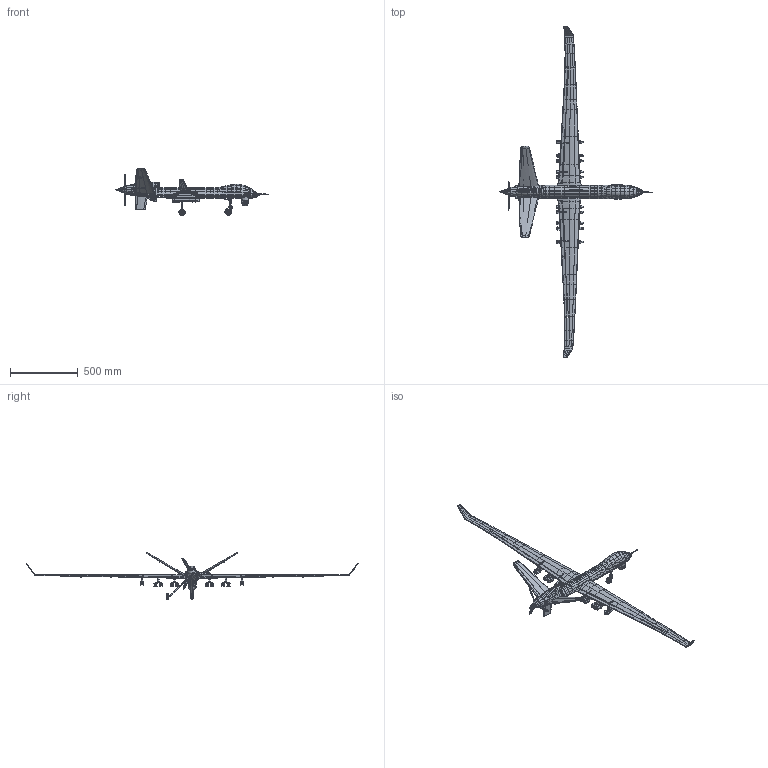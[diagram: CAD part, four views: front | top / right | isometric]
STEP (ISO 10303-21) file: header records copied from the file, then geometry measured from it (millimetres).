
FILE_DESCRIPTION(('FreeCAD Model'),'2;1');
FILE_NAME('Open CASCADE Shape Model','2025-05-03T18:59:29',('FreeCAD'),( 'FreeCAD'),'Open CASCADE STEP processor 7.6','FreeCAD','Unknown');
FILE_SCHEMA(('AUTOMOTIVE_DESIGN { 1 0 10303 214 1 1 1 1 }'));
Products named in the file (1): Open CASCADE STEP translator 7.6 1
Bounding box: 1124.26 x 2448.29 x 346.15 mm (x, y, z)
Volume: 1907230.8 mm3; surface area: 2277905.3 mm2
Topology: 112 solids, 117 shells, 7182 faces, 16273 edges, 9409 vertices
Faces by surface type: bspline 7182
Entity records: 599430 total; most frequent: CARTESIAN_POINT 497523, ORIENTED_EDGE 32460, EDGE_CURVE 16235, B_SPLINE_CURVE_WITH_KNOTS 15112, VERTEX_POINT 9409, FACE_BOUND 7431, EDGE_LOOP 7431, ADVANCED_FACE 7182
